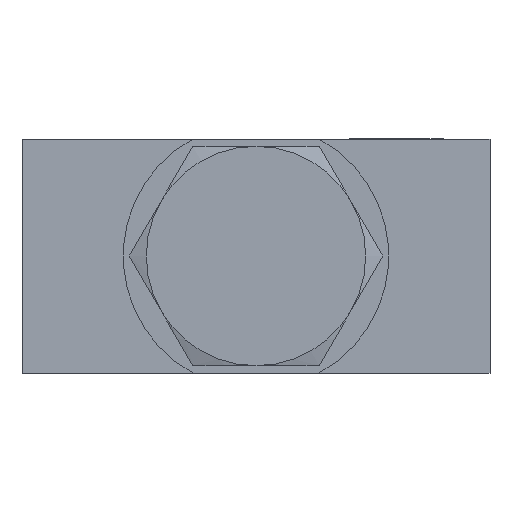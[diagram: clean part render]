
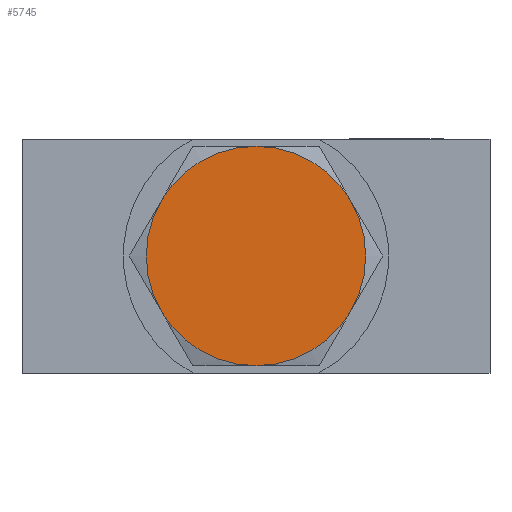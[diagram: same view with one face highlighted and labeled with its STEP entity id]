
A CAD part, left-side view. The second image highlights one B-rep face of the part: STEP entity #5745.
In plain terms, the highlighted face is planar.
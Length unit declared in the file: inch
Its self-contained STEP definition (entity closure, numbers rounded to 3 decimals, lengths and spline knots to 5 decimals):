
#5168=CARTESIAN_POINT('',(0.9375,0.,0.0));
#5169=VERTEX_POINT('',#5168);
#5222=CARTESIAN_POINT('',(0.46875,-0.8119,0.0));
#5223=VERTEX_POINT('',#5222);
#5269=CARTESIAN_POINT('',(-0.46875,-0.8119,0.0));
#5270=VERTEX_POINT('',#5269);
#5316=CARTESIAN_POINT('',(-0.9375,0.,0.0));
#5317=VERTEX_POINT('',#5316);
#5353=CARTESIAN_POINT('',(0.46875,0.8119,0.0));
#5354=VERTEX_POINT('',#5353);
#5370=CARTESIAN_POINT('',(-0.46875,0.8119,0.0));
#5371=VERTEX_POINT('',#5370);
#5372=CARTESIAN_POINT('',(0.0,0.0,0.0));
#5373=DIRECTION('',(0.0,0.0,-1.0));
#5374=DIRECTION('',(0.0,1.0,0.0));
#5375=AXIS2_PLACEMENT_3D('',#5372,#5373,#5374);
#5376=CIRCLE('',#5375,0.9375);
#5377=EDGE_CURVE('',#5371,#5354,#5376,.T.);
#5401=CARTESIAN_POINT('',(0.0,0.0,0.0));
#5402=DIRECTION('',(0.0,0.0,-1.0));
#5403=DIRECTION('',(0.0,1.0,0.0));
#5404=AXIS2_PLACEMENT_3D('',#5401,#5402,#5403);
#5405=CIRCLE('',#5404,0.9375);
#5406=EDGE_CURVE('',#5354,#5169,#5405,.T.);
#5443=CARTESIAN_POINT('',(0.0,0.0,0.0));
#5444=DIRECTION('',(0.0,0.0,-1.0));
#5445=DIRECTION('',(0.0,1.0,0.0));
#5446=AXIS2_PLACEMENT_3D('',#5443,#5444,#5445);
#5447=CIRCLE('',#5446,0.9375);
#5448=EDGE_CURVE('',#5317,#5371,#5447,.T.);
#5460=CARTESIAN_POINT('',(0.0,0.0,0.0));
#5461=DIRECTION('',(0.0,0.0,-1.0));
#5462=DIRECTION('',(0.0,1.0,0.0));
#5463=AXIS2_PLACEMENT_3D('',#5460,#5461,#5462);
#5464=CIRCLE('',#5463,0.9375);
#5465=EDGE_CURVE('',#5270,#5317,#5464,.T.);
#5476=CARTESIAN_POINT('',(0.0,0.0,0.0));
#5477=DIRECTION('',(0.0,0.0,-1.0));
#5478=DIRECTION('',(0.0,1.0,0.0));
#5479=AXIS2_PLACEMENT_3D('',#5476,#5477,#5478);
#5480=CIRCLE('',#5479,0.9375);
#5481=EDGE_CURVE('',#5169,#5223,#5480,.T.);
#5493=CARTESIAN_POINT('',(0.0,0.0,0.0));
#5494=DIRECTION('',(0.0,0.0,-1.0));
#5495=DIRECTION('',(0.0,1.0,0.0));
#5496=AXIS2_PLACEMENT_3D('',#5493,#5494,#5495);
#5497=CIRCLE('',#5496,0.9375);
#5498=EDGE_CURVE('',#5223,#5270,#5497,.T.);
#5732=CARTESIAN_POINT('',(0.,0.,0.0));
#5733=DIRECTION('',(0.0,0.0,1.0));
#5734=DIRECTION('',(1.0,0.0,0.0));
#5735=AXIS2_PLACEMENT_3D('',#5732,#5733,#5734);
#5736=PLANE('',#5735);
#5737=ORIENTED_EDGE('',*,*,#5377,.T.);
#5738=ORIENTED_EDGE('',*,*,#5406,.T.);
#5739=ORIENTED_EDGE('',*,*,#5481,.T.);
#5740=ORIENTED_EDGE('',*,*,#5498,.T.);
#5741=ORIENTED_EDGE('',*,*,#5465,.T.);
#5742=ORIENTED_EDGE('',*,*,#5448,.T.);
#5743=EDGE_LOOP('',(#5737,#5738,#5739,#5740,#5741,#5742));
#5744=FACE_OUTER_BOUND('',#5743,.T.);
#5745=ADVANCED_FACE('',(#5744),#5736,.F.);
